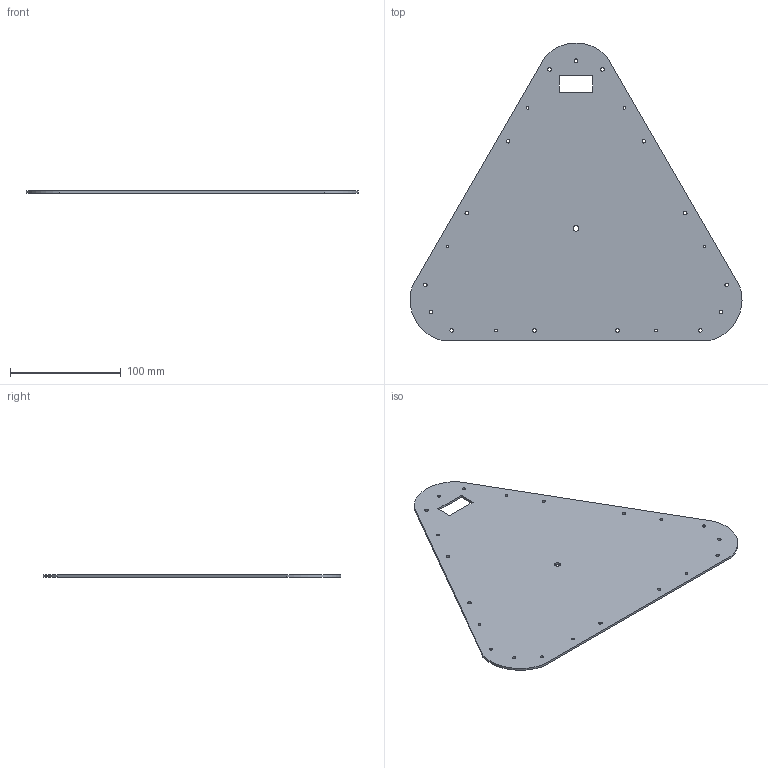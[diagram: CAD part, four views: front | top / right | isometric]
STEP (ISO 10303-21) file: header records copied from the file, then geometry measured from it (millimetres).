
FILE_DESCRIPTION(('FreeCAD Model'),'2;1');
FILE_NAME( 'Plate_Triangle_Top.step', '2014-06-02T19:27:58',('FreeCAD'),('FreeCAD'), 'Open CASCADE STEP processor 6.7','FreeCAD','Unknown');
FILE_SCHEMA(('AUTOMOTIVE_DESIGN_CC2 { 1 2 10303 214 -1 1 5 4 }'));
Length unit declared in the file: millimetre
Products named in the file (1): 1_FilamentHolderHoles_Pocket
Bounding box: 300.4 x 269.54 x 2 mm (x, y, z)
Volume: 101469.6 mm3; surface area: 103902.1 mm2
Topology: 1 solids, 1 shells, 34 faces, 96 edges, 64 vertices
Faces by surface type: cylinder 25, plane 9
Full cylindrical faces by diameter (mm): 2.5 x6, 3.2 x15, 5.3 x1
Entity records: 2633 total; most frequent: CARTESIAN_POINT 695, DIRECTION 350, ORIENTED_EDGE 192, PCURVE 192, DEFINITIONAL_REPRESENTATION 192, LINE 180, VECTOR 180, EDGE_CURVE 96
